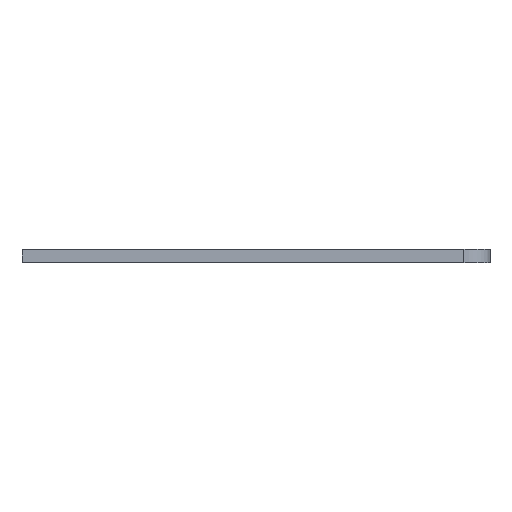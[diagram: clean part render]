
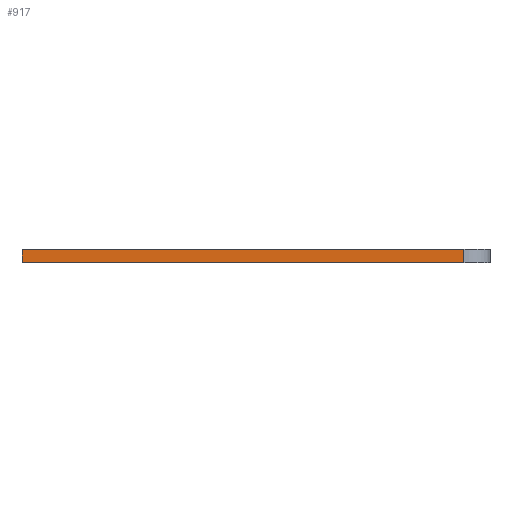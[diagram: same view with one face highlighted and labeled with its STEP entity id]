
A CAD part, left-side view. The second image highlights one B-rep face of the part: STEP entity #917.
In plain terms, the highlighted planar face has unit normal (-1, 0, 0).
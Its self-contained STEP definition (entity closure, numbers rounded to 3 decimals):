
#56=PLANE('',#1023);
#101=FACE_OUTER_BOUND('',#164,.T.);
#164=EDGE_LOOP('',(#840,#841,#842,#843));
#174=LINE('',#1336,#257);
#191=LINE('',#1405,#274);
#195=LINE('',#1415,#278);
#248=LINE('',#1556,#331);
#257=VECTOR('',#1068,10.);
#274=VECTOR('',#1121,10.);
#278=VECTOR('',#1131,10.);
#331=VECTOR('',#1290,10.);
#387=VERTEX_POINT('',#1325);
#392=VERTEX_POINT('',#1334);
#426=VERTEX_POINT('',#1404);
#429=VERTEX_POINT('',#1414);
#482=EDGE_CURVE('',#392,#387,#174,.T.);
#516=EDGE_CURVE('',#387,#426,#191,.T.);
#521=EDGE_CURVE('',#426,#429,#195,.T.);
#592=EDGE_CURVE('',#429,#392,#248,.T.);
#840=ORIENTED_EDGE('',*,*,#516,.F.);
#841=ORIENTED_EDGE('',*,*,#482,.F.);
#842=ORIENTED_EDGE('',*,*,#592,.F.);
#843=ORIENTED_EDGE('',*,*,#521,.F.);
#917=ADVANCED_FACE('',(#101),#56,.T.);
#1023=AXIS2_PLACEMENT_3D('',#1555,#1288,#1289);
#1068=DIRECTION('',(0.,-1.,0.));
#1121=DIRECTION('',(0.,0.,-1.));
#1131=DIRECTION('',(0.,1.,0.));
#1288=DIRECTION('center_axis',(-1.,0.,0.));
#1289=DIRECTION('ref_axis',(0.,-1.,0.));
#1290=DIRECTION('',(0.,0.,1.));
#1325=CARTESIAN_POINT('',(-48.95,-68.952,1.5));
#1334=CARTESIAN_POINT('',(-48.95,-17.952,1.5));
#1336=CARTESIAN_POINT('',(-48.95,-71.952,1.5));
#1404=CARTESIAN_POINT('',(-48.95,-68.952,0.));
#1405=CARTESIAN_POINT('',(-48.95,-68.952,0.));
#1414=CARTESIAN_POINT('',(-48.95,-17.952,0.));
#1415=CARTESIAN_POINT('',(-48.95,-71.952,0.));
#1555=CARTESIAN_POINT('Origin',(-48.95,-17.952,0.));
#1556=CARTESIAN_POINT('',(-48.95,-17.952,0.));
